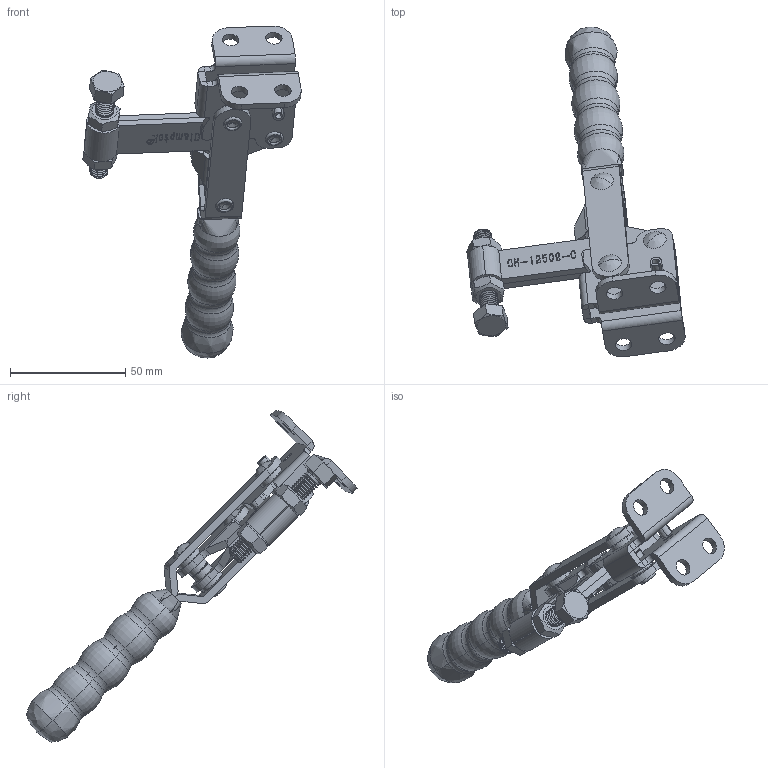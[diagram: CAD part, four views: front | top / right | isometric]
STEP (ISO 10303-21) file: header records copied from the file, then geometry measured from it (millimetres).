
FILE_DESCRIPTION (( 'STEP AP203' ), '1' );
FILE_NAME ('CH-12502-C.STEP', '2017-11-09T11:25:49', ( 'Windows' ), ( 'Microsoft' ), 'SwSTEP 2.0', 'SolidWorks 2015', '' );
FILE_SCHEMA (( 'CONFIG_CONTROL_DESIGN' ));
Length unit declared in the file: millimetre
Products named in the file (13): CH-12502-B-08; CH-12502-B-09; M8 Nut; CH-SA-085012 SPINDLE SUPPLIED; CH-12502-B-03 HANDLE; CH-12502-B-10; CH-12502-B-04 CONNECTING-PLATE; 楊擘釱; CH-12502-B-05; CH-12502-C揤參; CH-12502-B-07; CH-12502-C; CH-12502-B-06
Assembly tree (19 placements, depth 2):
  CH-12502-C
    CH-12502-B-03 HANDLE
    CH-12502-B-04 CONNECTING-PLATE
    CH-12502-B-05  x4
    CH-12502-B-07
    CH-12502-B-06  x2
    CH-12502-B-08  x2
    CH-12502-B-09  x2
    M8 Nut  x2
    CH-SA-085012 SPINDLE SUPPLIED
    CH-12502-B-10
    楊擘釱
    CH-12502-C揤參
Bounding box: 94.73 x 143.3 x 144.06 mm (x, y, z)
Volume: 66775.1 mm3; surface area: 50104.5 mm2
Topology: 21 solids, 21 shells, 1973 faces, 4888 edges, 2975 vertices
Faces by surface type: plane 1061, cylinder 613, bspline 195, cone 62, torus 42
Entity records: 54785 total; most frequent: CARTESIAN_POINT 21849, ORIENTED_EDGE 6866, DIRECTION 6090, EDGE_CURVE 3433, VERTEX_POINT 2143, AXIS2_PLACEMENT_3D 2071, LINE 1948, VECTOR 1948
